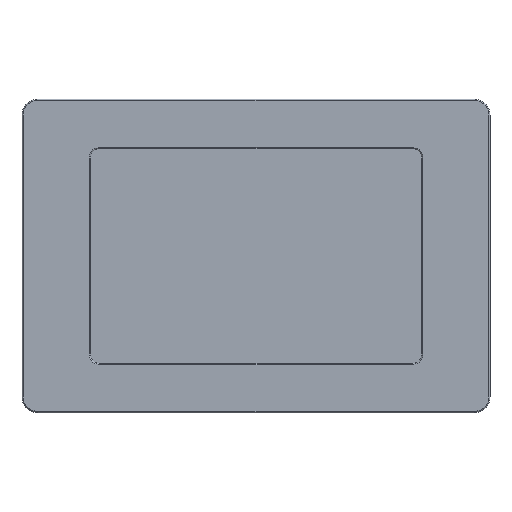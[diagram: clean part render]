
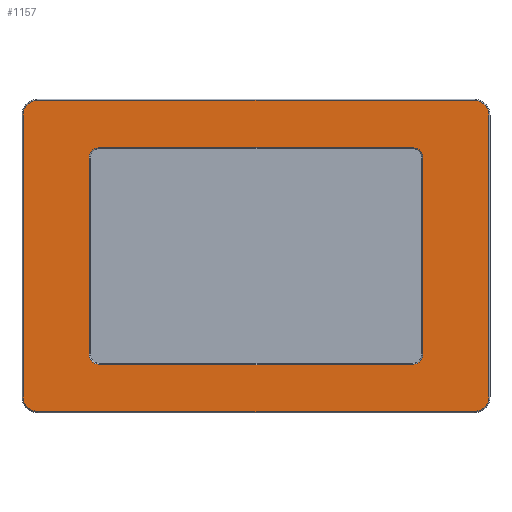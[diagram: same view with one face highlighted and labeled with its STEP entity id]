
A CAD part, top view. The second image highlights one B-rep face of the part: STEP entity #1157.
In plain terms, the highlighted planar face has unit normal (0, 0, 1).
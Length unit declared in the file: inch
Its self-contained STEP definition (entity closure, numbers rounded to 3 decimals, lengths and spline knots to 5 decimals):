
#31=FACE_BOUND('',#152,.T.);
#75=FACE_OUTER_BOUND('',#151,.T.);
#151=EDGE_LOOP('',(#823,#824,#825,#826,#827,#828,#829,#830));
#152=EDGE_LOOP('',(#831,#832,#833,#834,#835,#836,#837,#838));
#239=CIRCLE('',#1263,0.26);
#240=CIRCLE('',#1266,0.26);
#241=CIRCLE('',#1269,0.26);
#242=CIRCLE('',#1272,0.26);
#243=CIRCLE('',#1274,0.35);
#244=CIRCLE('',#1275,0.35);
#245=CIRCLE('',#1276,0.35);
#246=CIRCLE('',#1277,0.35);
#296=LINE('',#1824,#400);
#300=LINE('',#1833,#404);
#303=LINE('',#1841,#407);
#306=LINE('',#1849,#410);
#307=LINE('',#1855,#411);
#308=LINE('',#1859,#412);
#309=LINE('',#1863,#413);
#310=LINE('',#1867,#414);
#400=VECTOR('',#1436,0.3937);
#404=VECTOR('',#1446,0.3937);
#407=VECTOR('',#1455,0.3937);
#410=VECTOR('',#1464,0.3937);
#411=VECTOR('',#1471,0.3937);
#412=VECTOR('',#1474,0.3937);
#413=VECTOR('',#1477,0.3937);
#414=VECTOR('',#1480,0.3937);
#519=VERTEX_POINT('',#1821);
#520=VERTEX_POINT('',#1823);
#521=VERTEX_POINT('',#1827);
#522=VERTEX_POINT('',#1831);
#523=VERTEX_POINT('',#1835);
#524=VERTEX_POINT('',#1839);
#525=VERTEX_POINT('',#1843);
#526=VERTEX_POINT('',#1847);
#527=VERTEX_POINT('',#1853);
#528=VERTEX_POINT('',#1854);
#529=VERTEX_POINT('',#1856);
#530=VERTEX_POINT('',#1858);
#531=VERTEX_POINT('',#1860);
#532=VERTEX_POINT('',#1862);
#533=VERTEX_POINT('',#1864);
#534=VERTEX_POINT('',#1866);
#624=EDGE_CURVE('',#519,#520,#296,.T.);
#627=EDGE_CURVE('',#521,#519,#239,.T.);
#629=EDGE_CURVE('',#522,#521,#300,.T.);
#631=EDGE_CURVE('',#523,#522,#240,.T.);
#633=EDGE_CURVE('',#524,#523,#303,.T.);
#635=EDGE_CURVE('',#525,#524,#241,.T.);
#637=EDGE_CURVE('',#526,#525,#306,.T.);
#638=EDGE_CURVE('',#520,#526,#242,.T.);
#639=EDGE_CURVE('',#527,#528,#307,.T.);
#640=EDGE_CURVE('',#529,#527,#243,.T.);
#641=EDGE_CURVE('',#530,#529,#308,.T.);
#642=EDGE_CURVE('',#531,#530,#244,.T.);
#643=EDGE_CURVE('',#532,#531,#309,.T.);
#644=EDGE_CURVE('',#533,#532,#245,.T.);
#645=EDGE_CURVE('',#534,#533,#310,.T.);
#646=EDGE_CURVE('',#528,#534,#246,.T.);
#823=ORIENTED_EDGE('',*,*,#639,.F.);
#824=ORIENTED_EDGE('',*,*,#640,.F.);
#825=ORIENTED_EDGE('',*,*,#641,.F.);
#826=ORIENTED_EDGE('',*,*,#642,.F.);
#827=ORIENTED_EDGE('',*,*,#643,.F.);
#828=ORIENTED_EDGE('',*,*,#644,.F.);
#829=ORIENTED_EDGE('',*,*,#645,.F.);
#830=ORIENTED_EDGE('',*,*,#646,.F.);
#831=ORIENTED_EDGE('',*,*,#624,.F.);
#832=ORIENTED_EDGE('',*,*,#627,.F.);
#833=ORIENTED_EDGE('',*,*,#629,.F.);
#834=ORIENTED_EDGE('',*,*,#631,.F.);
#835=ORIENTED_EDGE('',*,*,#633,.F.);
#836=ORIENTED_EDGE('',*,*,#635,.F.);
#837=ORIENTED_EDGE('',*,*,#637,.F.);
#838=ORIENTED_EDGE('',*,*,#638,.F.);
#1113=PLANE('',#1273);
#1157=ADVANCED_FACE('',(#75,#31),#1113,.T.);
#1263=AXIS2_PLACEMENT_3D('',#1829,#1441,#1442);
#1266=AXIS2_PLACEMENT_3D('',#1837,#1450,#1451);
#1269=AXIS2_PLACEMENT_3D('',#1845,#1459,#1460);
#1272=AXIS2_PLACEMENT_3D('',#1851,#1467,#1468);
#1273=AXIS2_PLACEMENT_3D('',#1852,#1469,#1470);
#1274=AXIS2_PLACEMENT_3D('',#1857,#1472,#1473);
#1275=AXIS2_PLACEMENT_3D('',#1861,#1475,#1476);
#1276=AXIS2_PLACEMENT_3D('',#1865,#1478,#1479);
#1277=AXIS2_PLACEMENT_3D('',#1868,#1481,#1482);
#1436=DIRECTION('',(0.,-1.,0.));
#1441=DIRECTION('center_axis',(0.,0.,
1.));
#1442=DIRECTION('ref_axis',(-0.707,0.707,0.));
#1446=DIRECTION('',(-1.,0.,0.));
#1450=DIRECTION('center_axis',(0.,0.,
1.));
#1451=DIRECTION('ref_axis',(0.707,0.707,0.));
#1455=DIRECTION('',(0.,1.,0.));
#1459=DIRECTION('center_axis',(0.,0.,
1.));
#1460=DIRECTION('ref_axis',(0.707,-0.707,0.));
#1464=DIRECTION('',(1.,0.,0.));
#1467=DIRECTION('center_axis',(0.,0.,
1.));
#1468=DIRECTION('ref_axis',(-0.707,-0.707,0.));
#1469=DIRECTION('center_axis',(0.,0.,
1.));
#1470=DIRECTION('ref_axis',(1.,0.,0.));
#1471=DIRECTION('',(0.,-1.,0.));
#1472=DIRECTION('center_axis',(0.,0.,
-1.));
#1473=DIRECTION('ref_axis',(0.707,0.707,0.));
#1474=DIRECTION('',(1.,0.,0.));
#1475=DIRECTION('center_axis',(0.,0.,
-1.));
#1476=DIRECTION('ref_axis',(-0.707,0.707,0.));
#1477=DIRECTION('',(0.,1.,0.));
#1478=DIRECTION('center_axis',(0.,0.,
-1.));
#1479=DIRECTION('ref_axis',(-0.707,-0.707,0.));
#1480=DIRECTION('',(-1.,0.,0.));
#1481=DIRECTION('center_axis',(0.,0.,
-1.));
#1482=DIRECTION('ref_axis',(0.707,-0.707,0.));
#1821=CARTESIAN_POINT('',(1.58937,-0.78484,0.569));
#1823=CARTESIAN_POINT('',(1.58937,-5.4161,0.569));
#1824=CARTESIAN_POINT('',(1.58937,-1.82515,0.569));
#1827=CARTESIAN_POINT('',(1.84937,-0.52484,0.569));
#1829=CARTESIAN_POINT('Origin',(1.84937,-0.78484,0.569));
#1831=CARTESIAN_POINT('',(9.25063,-0.52484,0.569));
#1833=CARTESIAN_POINT('',(7.51781,-0.52484,0.569));
#1835=CARTESIAN_POINT('',(9.51063,-0.78484,0.569));
#1837=CARTESIAN_POINT('Origin',(9.25063,-0.78484,0.569));
#1839=CARTESIAN_POINT('',(9.51063,-5.4161,0.569));
#1841=CARTESIAN_POINT('',(9.51063,-4.37578,0.569));
#1843=CARTESIAN_POINT('',(9.25063,-5.6761,0.569));
#1845=CARTESIAN_POINT('Origin',(9.25063,-5.4161,0.569));
#1847=CARTESIAN_POINT('',(1.84937,-5.6761,0.569));
#1849=CARTESIAN_POINT('',(3.58219,-5.6761,0.569));
#1851=CARTESIAN_POINT('Origin',(1.84937,-5.4161,0.569));
#1852=CARTESIAN_POINT('Origin',(5.55,-3.10047,0.569));
#1853=CARTESIAN_POINT('',(11.075,0.23953,0.569));
#1854=CARTESIAN_POINT('',(11.075,-6.44047,0.569));
#1855=CARTESIAN_POINT('',(11.075,-4.95797,0.569));
#1856=CARTESIAN_POINT('',(10.725,0.58953,0.569));
#1857=CARTESIAN_POINT('Origin',(10.725,0.23953,0.569));
#1858=CARTESIAN_POINT('',(0.375,0.58953,0.569));
#1859=CARTESIAN_POINT('',(8.325,0.58953,0.569));
#1860=CARTESIAN_POINT('',(0.025,0.23953,0.569));
#1861=CARTESIAN_POINT('Origin',(0.375,0.23953,0.569));
#1862=CARTESIAN_POINT('',(0.025,-6.44047,0.569));
#1863=CARTESIAN_POINT('',(0.025,-1.24297,0.569));
#1864=CARTESIAN_POINT('',(0.375,-6.79047,0.569));
#1865=CARTESIAN_POINT('Origin',(0.375,-6.44047,0.569));
#1866=CARTESIAN_POINT('',(10.725,-6.79047,0.569));
#1867=CARTESIAN_POINT('',(2.775,-6.79047,0.569));
#1868=CARTESIAN_POINT('Origin',(10.725,-6.44047,0.569));
